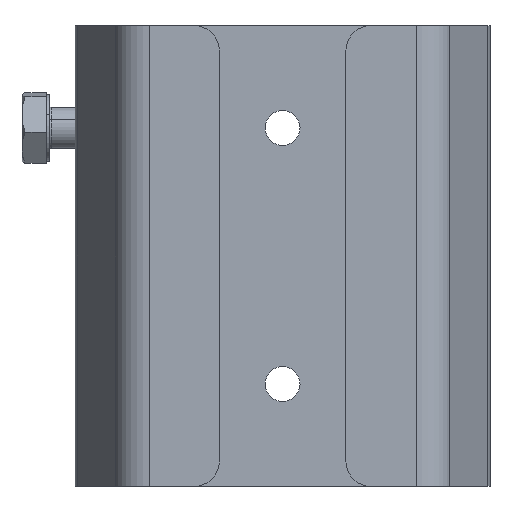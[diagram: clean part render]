
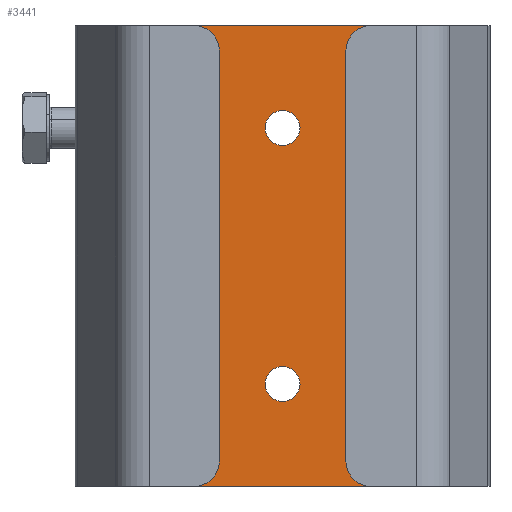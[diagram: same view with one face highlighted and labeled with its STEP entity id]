
A CAD part, front view. The second image highlights one B-rep face of the part: STEP entity #3441.
In plain terms, the highlighted planar face has unit normal (0, -1, 0).
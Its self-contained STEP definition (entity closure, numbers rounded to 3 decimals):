
#133 = EDGE_CURVE ( 'NONE', #9205, #2266, #3228, .T. ) ;
#152 = VECTOR ( 'NONE', #8228, 1000. ) ;
#176 = CIRCLE ( 'NONE', #1723, 3.4 ) ;
#799 = LINE ( 'NONE', #9741, #152 ) ;
#918 = CARTESIAN_POINT ( 'NONE',  ( -14.109, 45.969, 22.446 ) ) ;
#968 = CARTESIAN_POINT ( 'NONE',  ( -14.109, 45.969, -27.554 ) ) ;
#999 = CIRCLE ( 'NONE', #6488, 3.4 ) ;
#1391 = DIRECTION ( 'NONE',  ( 0., 0., -1. ) ) ;
#1473 = ORIENTED_EDGE ( 'NONE', *, *, #7197, .F. ) ;
#1557 = CARTESIAN_POINT ( 'NONE',  ( -17.509, 45.969, -27.554 ) ) ;
#1676 = CARTESIAN_POINT ( 'NONE',  ( -43.609, 45.969, -47.554 ) ) ;
#1723 = AXIS2_PLACEMENT_3D ( 'NONE', #968, #10173, #1816 ) ;
#1816 = DIRECTION ( 'NONE',  ( 0., 0., -1. ) ) ;
#2223 = EDGE_CURVE ( 'NONE', #10720, #6406, #799, .T. ) ;
#2266 = VERTEX_POINT ( 'NONE', #8123 ) ;
#2335 = VERTEX_POINT ( 'NONE', #1676 ) ;
#2346 = VERTEX_POINT ( 'NONE', #1557 ) ;
#3078 = ORIENTED_EDGE ( 'NONE', *, *, #133, .F. ) ;
#3225 = VERTEX_POINT ( 'NONE', #8662 ) ;
#3228 = CIRCLE ( 'NONE', #3699, 3.4 ) ;
#3255 = EDGE_CURVE ( 'NONE', #10720, #6785, #10302, .T. ) ;
#3262 = PLANE ( 'NONE',  #5729 ) ;
#3437 = ORIENTED_EDGE ( 'NONE', *, *, #5567, .T. ) ;
#3441 = ADVANCED_FACE ( 'NONE', ( #5329, #6508, #8084 ), #3262, .T. ) ;
#3662 = CARTESIAN_POINT ( 'NONE',  ( -14.109, 45.969, -27.554 ) ) ;
#3699 = AXIS2_PLACEMENT_3D ( 'NONE', #8911, #7279, #5656 ) ;
#3924 = CARTESIAN_POINT ( 'NONE',  ( -10.709, 45.969, 22.446 ) ) ;
#3934 = EDGE_LOOP ( 'NONE', ( #5015, #7051, #9323, #3437 ) ) ;
#3938 = CARTESIAN_POINT ( 'NONE',  ( -43.609, 45.969, 42.446 ) ) ;
#4668 = CARTESIAN_POINT ( 'NONE',  ( 15.391, 45.969, 42.446 ) ) ;
#5015 = ORIENTED_EDGE ( 'NONE', *, *, #6302, .F. ) ;
#5099 = EDGE_LOOP ( 'NONE', ( #1473, #3078 ) ) ;
#5329 = FACE_BOUND ( 'NONE', #5099, .T. ) ;
#5351 = DIRECTION ( 'NONE',  ( 0., -1., 0. ) ) ;
#5566 = LINE ( 'NONE', #6848, #6757 ) ;
#5567 = EDGE_CURVE ( 'NONE', #6406, #2335, #5848, .T. ) ;
#5656 = DIRECTION ( 'NONE',  ( 0., 0., -1. ) ) ;
#5729 = AXIS2_PLACEMENT_3D ( 'NONE', #8392, #10825, #9206 ) ;
#5768 = EDGE_CURVE ( 'NONE', #3225, #2346, #176, .T. ) ;
#5848 = LINE ( 'NONE', #3938, #9630 ) ;
#5992 = VECTOR ( 'NONE', #1391, 1000. ) ;
#6214 = DIRECTION ( 'NONE',  ( 0., 0., -1. ) ) ;
#6289 = CARTESIAN_POINT ( 'NONE',  ( -43.609, 45.969, 42.446 ) ) ;
#6302 = EDGE_CURVE ( 'NONE', #6785, #2335, #5566, .T. ) ;
#6406 = VERTEX_POINT ( 'NONE', #6289 ) ;
#6488 = AXIS2_PLACEMENT_3D ( 'NONE', #3662, #10345, #6214 ) ;
#6508 = FACE_BOUND ( 'NONE', #8586, .T. ) ;
#6757 = VECTOR ( 'NONE', #7696, 1000. ) ;
#6785 = VERTEX_POINT ( 'NONE', #9267 ) ;
#6848 = CARTESIAN_POINT ( 'NONE',  ( -14.109, 45.969, -47.554 ) ) ;
#7051 = ORIENTED_EDGE ( 'NONE', *, *, #3255, .F. ) ;
#7197 = EDGE_CURVE ( 'NONE', #2266, #9205, #9552, .T. ) ;
#7279 = DIRECTION ( 'NONE',  ( 0., -1., 0. ) ) ;
#7696 = DIRECTION ( 'NONE',  ( -1., 0., 0. ) ) ;
#8032 = EDGE_CURVE ( 'NONE', #2346, #3225, #999, .T. ) ;
#8084 = FACE_OUTER_BOUND ( 'NONE', #3934, .T. ) ;
#8123 = CARTESIAN_POINT ( 'NONE',  ( -17.509, 45.969, 22.446 ) ) ;
#8228 = DIRECTION ( 'NONE',  ( -1., 0., 0. ) ) ;
#8392 = CARTESIAN_POINT ( 'NONE',  ( -14.109, 45.969, 42.446 ) ) ;
#8586 = EDGE_LOOP ( 'NONE', ( #10379, #9122 ) ) ;
#8662 = CARTESIAN_POINT ( 'NONE',  ( -10.709, 45.969, -27.554 ) ) ;
#8668 = CARTESIAN_POINT ( 'NONE',  ( 15.391, 45.969, 42.446 ) ) ;
#8787 = DIRECTION ( 'NONE',  ( 0., 0., -1. ) ) ;
#8911 = CARTESIAN_POINT ( 'NONE',  ( -14.109, 45.969, 22.446 ) ) ;
#9070 = DIRECTION ( 'NONE',  ( 0., 0., -1. ) ) ;
#9122 = ORIENTED_EDGE ( 'NONE', *, *, #5768, .F. ) ;
#9205 = VERTEX_POINT ( 'NONE', #3924 ) ;
#9206 = DIRECTION ( 'NONE',  ( 0., 0., -1. ) ) ;
#9267 = CARTESIAN_POINT ( 'NONE',  ( 15.391, 45.969, -47.554 ) ) ;
#9323 = ORIENTED_EDGE ( 'NONE', *, *, #2223, .T. ) ;
#9552 = CIRCLE ( 'NONE', #10053, 3.4 ) ;
#9630 = VECTOR ( 'NONE', #9070, 1000. ) ;
#9741 = CARTESIAN_POINT ( 'NONE',  ( -14.109, 45.969, 42.446 ) ) ;
#10053 = AXIS2_PLACEMENT_3D ( 'NONE', #918, #5351, #8787 ) ;
#10173 = DIRECTION ( 'NONE',  ( 0., -1., 0. ) ) ;
#10302 = LINE ( 'NONE', #4668, #5992 ) ;
#10345 = DIRECTION ( 'NONE',  ( 0., -1., 0. ) ) ;
#10379 = ORIENTED_EDGE ( 'NONE', *, *, #8032, .F. ) ;
#10720 = VERTEX_POINT ( 'NONE', #8668 ) ;
#10825 = DIRECTION ( 'NONE',  ( 0., -1., 0. ) ) ;
